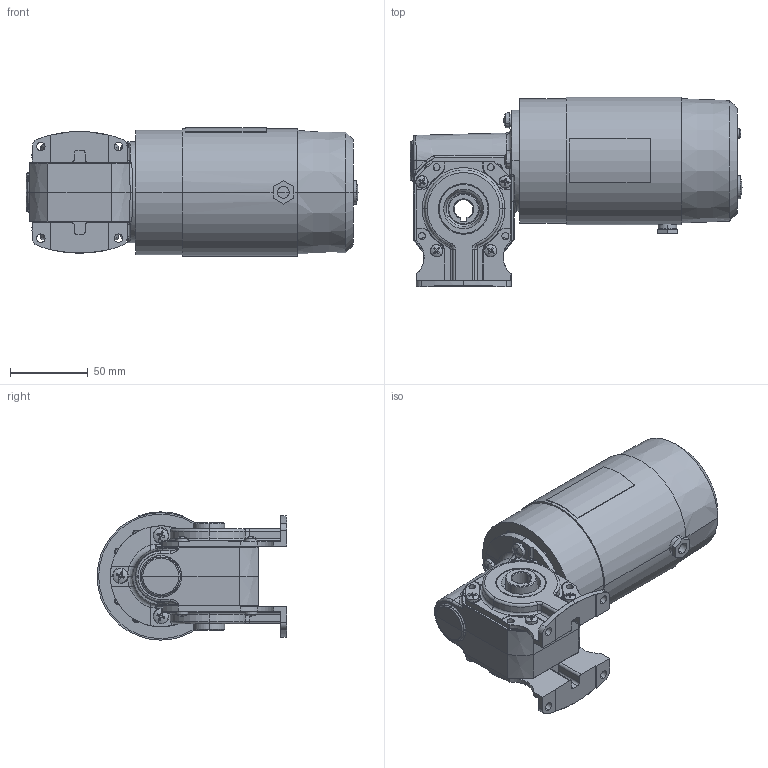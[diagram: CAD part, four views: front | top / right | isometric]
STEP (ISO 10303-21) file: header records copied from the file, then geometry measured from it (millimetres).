
FILE_DESCRIPTION(('STEP AP214'),'1');
FILE_NAME('tmp0.STP','2015-03-12T08:26:19',(' '),(' '),'Spatial InterOp 3D',' ',' ');
FILE_SCHEMA(('automotive_design'));
Length unit declared in the file: millimetre
Products named in the file (801): 1; NONE
Bounding box: 213.5 x 122 x 82.5 mm (x, y, z)
Volume: 719237.1 mm3; surface area: 101117.3 mm2
Topology: 1 solids, 801 shells, 932 faces, 4247 edges, 4112 vertices
Faces by surface type: cylinder 297, plane 274, cone 169, torus 114, bspline 52, sphere 26
Entity records: 76491 total; most frequent: CARTESIAN_POINT 15475, DIRECTION 8983, ORIENTED_EDGE 4494, EDGE_CURVE 4219, VERTEX_POINT 4112, AXIS2_PLACEMENT_3D 3610, CIRCLE 1929, LINE 1763
